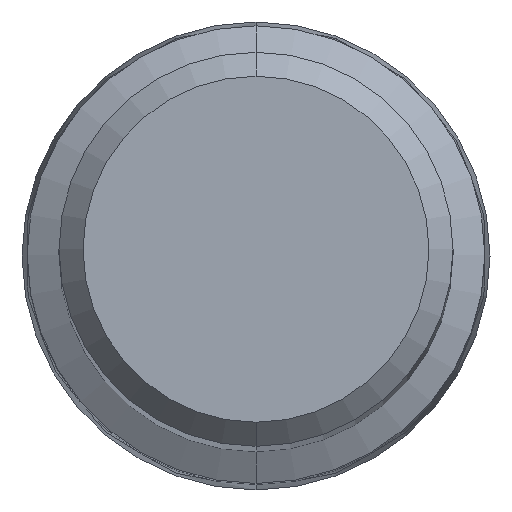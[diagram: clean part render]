
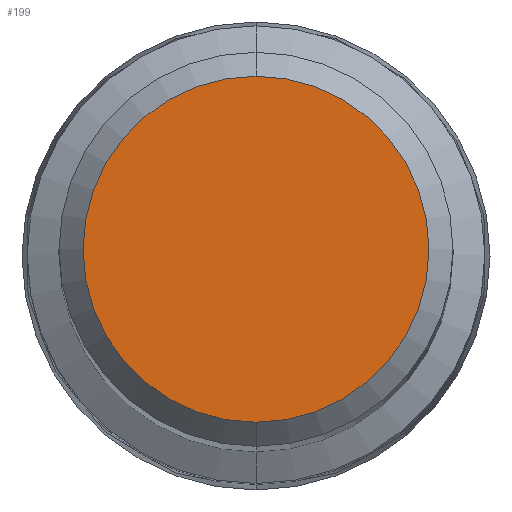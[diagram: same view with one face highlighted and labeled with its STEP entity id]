
A CAD part, top view. The second image highlights one B-rep face of the part: STEP entity #199.
In plain terms, the highlighted planar face has unit normal (0, 0, 1).
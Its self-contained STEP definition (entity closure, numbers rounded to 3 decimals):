
#169=VERTEX_POINT('',#377);
#181=EDGE_CURVE('',#187,#169,#391,.T.);
#187=VERTEX_POINT('',#398);
#199=ADVANCED_FACE('',(#410),#411,.T.);
#231=EDGE_CURVE('',#169,#187,#448,.T.);
#377=CARTESIAN_POINT('',(0.0,3.6,0.0));
#391=CIRCLE('',#622,3.6);
#398=CARTESIAN_POINT('',(0.,-3.6,0.0));
#410=FACE_OUTER_BOUND('',#646,.T.);
#411=PLANE('',#647);
#448=CIRCLE('',#692,3.6);
#622=AXIS2_PLACEMENT_3D('',#896,#897,#898);
#646=EDGE_LOOP('',(#923,#924));
#647=AXIS2_PLACEMENT_3D('',#925,#926,#927);
#692=AXIS2_PLACEMENT_3D('',#979,#980,#981);
#896=CARTESIAN_POINT('',(0.0,0.0,0.0));
#897=DIRECTION('',(0.0,0.0,-1.0));
#898=DIRECTION('',(0.0,1.0,0.0));
#923=ORIENTED_EDGE('',*,*,#231,.F.);
#924=ORIENTED_EDGE('',*,*,#181,.F.);
#925=CARTESIAN_POINT('',(0.0,1.8,0.0));
#926=DIRECTION('',(-0.0,0.0,1.0));
#927=DIRECTION('',(0.0,-1.0,0.0));
#979=CARTESIAN_POINT('',(0.0,0.0,0.0));
#980=DIRECTION('',(0.0,0.0,-1.0));
#981=DIRECTION('',(0.0,1.0,0.0));
